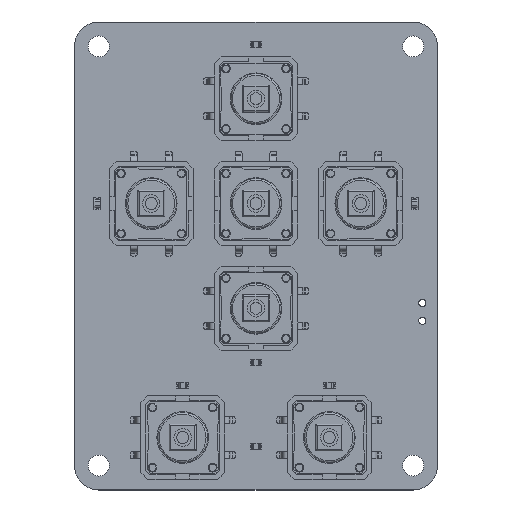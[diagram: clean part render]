
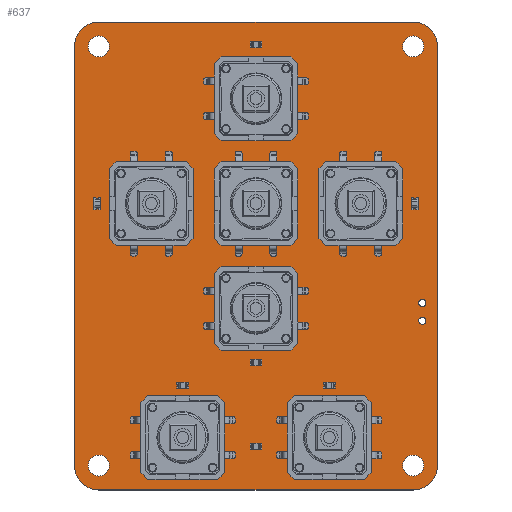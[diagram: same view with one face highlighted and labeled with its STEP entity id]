
A CAD part, top view. The second image highlights one B-rep face of the part: STEP entity #637.
In plain terms, the highlighted planar face has unit normal (0, 0, 1).
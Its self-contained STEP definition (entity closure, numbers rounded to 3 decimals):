
#156 = VERTEX_POINT('',#157);
#157 = CARTESIAN_POINT('',(0.,3.5,1.595));
#163 = EDGE_CURVE('',#156,#164,#166,.T.);
#164 = VERTEX_POINT('',#165);
#165 = CARTESIAN_POINT('',(0.,63.5,1.595));
#166 = LINE('',#167,#168);
#167 = CARTESIAN_POINT('',(0.,3.5,1.595));
#168 = VECTOR('',#169,1.);
#169 = DIRECTION('',(0.,1.,0.));
#194 = EDGE_CURVE('',#164,#195,#197,.T.);
#195 = VERTEX_POINT('',#196);
#196 = CARTESIAN_POINT('',(3.5,67.,1.595));
#197 = CIRCLE('',#198,3.5);
#198 = AXIS2_PLACEMENT_3D('',#199,#200,#201);
#199 = CARTESIAN_POINT('',(3.5,63.5,1.595));
#200 = DIRECTION('',(0.,0.,-1.));
#201 = DIRECTION('',(-1.,0.,-0.));
#227 = EDGE_CURVE('',#195,#228,#230,.T.);
#228 = VERTEX_POINT('',#229);
#229 = CARTESIAN_POINT('',(48.5,67.,1.595));
#230 = LINE('',#231,#232);
#231 = CARTESIAN_POINT('',(3.5,67.,1.595));
#232 = VECTOR('',#233,1.);
#233 = DIRECTION('',(1.,0.,0.));
#258 = EDGE_CURVE('',#228,#259,#261,.T.);
#259 = VERTEX_POINT('',#260);
#260 = CARTESIAN_POINT('',(52.,63.5,1.595));
#261 = CIRCLE('',#262,3.5);
#262 = AXIS2_PLACEMENT_3D('',#263,#264,#265);
#263 = CARTESIAN_POINT('',(48.5,63.5,1.595));
#264 = DIRECTION('',(0.,0.,-1.));
#265 = DIRECTION('',(0.,1.,0.));
#291 = EDGE_CURVE('',#259,#292,#294,.T.);
#292 = VERTEX_POINT('',#293);
#293 = CARTESIAN_POINT('',(52.,3.5,1.595));
#294 = LINE('',#295,#296);
#295 = CARTESIAN_POINT('',(52.,63.5,1.595));
#296 = VECTOR('',#297,1.);
#297 = DIRECTION('',(0.,-1.,0.));
#322 = EDGE_CURVE('',#292,#323,#325,.T.);
#323 = VERTEX_POINT('',#324);
#324 = CARTESIAN_POINT('',(48.5,0.,1.595));
#325 = CIRCLE('',#326,3.5);
#326 = AXIS2_PLACEMENT_3D('',#327,#328,#329);
#327 = CARTESIAN_POINT('',(48.5,3.5,1.595));
#328 = DIRECTION('',(0.,0.,-1.));
#329 = DIRECTION('',(1.,0.,0.));
#355 = EDGE_CURVE('',#323,#356,#358,.T.);
#356 = VERTEX_POINT('',#357);
#357 = CARTESIAN_POINT('',(3.5,0.,1.595));
#358 = LINE('',#359,#360);
#359 = CARTESIAN_POINT('',(48.5,0.,1.595));
#360 = VECTOR('',#361,1.);
#361 = DIRECTION('',(-1.,0.,0.));
#386 = EDGE_CURVE('',#356,#156,#387,.T.);
#387 = CIRCLE('',#388,3.5);
#388 = AXIS2_PLACEMENT_3D('',#389,#390,#391);
#389 = CARTESIAN_POINT('',(3.5,3.5,1.595));
#390 = DIRECTION('',(0.,0.,-1.));
#391 = DIRECTION('',(0.,-1.,0.));
#412 = VERTEX_POINT('',#413);
#413 = CARTESIAN_POINT('',(5.,3.5,1.595));
#419 = EDGE_CURVE('',#412,#412,#420,.T.);
#420 = CIRCLE('',#421,1.5);
#421 = AXIS2_PLACEMENT_3D('',#422,#423,#424);
#422 = CARTESIAN_POINT('',(3.5,3.5,1.595));
#423 = DIRECTION('',(0.,0.,1.));
#424 = DIRECTION('',(1.,0.,-0.));
#445 = VERTEX_POINT('',#446);
#446 = CARTESIAN_POINT('',(5.,63.5,1.595));
#452 = EDGE_CURVE('',#445,#445,#453,.T.);
#453 = CIRCLE('',#454,1.5);
#454 = AXIS2_PLACEMENT_3D('',#455,#456,#457);
#455 = CARTESIAN_POINT('',(3.5,63.5,1.595));
#456 = DIRECTION('',(0.,0.,1.));
#457 = DIRECTION('',(1.,0.,-0.));
#478 = VERTEX_POINT('',#479);
#479 = CARTESIAN_POINT('',(50.,63.5,1.595));
#485 = EDGE_CURVE('',#478,#478,#486,.T.);
#486 = CIRCLE('',#487,1.5);
#487 = AXIS2_PLACEMENT_3D('',#488,#489,#490);
#488 = CARTESIAN_POINT('',(48.5,63.5,1.595));
#489 = DIRECTION('',(0.,0.,1.));
#490 = DIRECTION('',(1.,0.,-0.));
#511 = VERTEX_POINT('',#512);
#512 = CARTESIAN_POINT('',(50.,3.5,1.595));
#518 = EDGE_CURVE('',#511,#511,#519,.T.);
#519 = CIRCLE('',#520,1.5);
#520 = AXIS2_PLACEMENT_3D('',#521,#522,#523);
#521 = CARTESIAN_POINT('',(48.5,3.5,1.595));
#522 = DIRECTION('',(0.,0.,1.));
#523 = DIRECTION('',(1.,0.,-0.));
#544 = VERTEX_POINT('',#545);
#545 = CARTESIAN_POINT('',(50.318,26.77,1.595));
#551 = EDGE_CURVE('',#544,#544,#552,.T.);
#552 = CIRCLE('',#553,0.508);
#553 = AXIS2_PLACEMENT_3D('',#554,#555,#556);
#554 = CARTESIAN_POINT('',(49.81,26.77,1.595));
#555 = DIRECTION('',(0.,0.,1.));
#556 = DIRECTION('',(1.,0.,-0.));
#577 = VERTEX_POINT('',#578);
#578 = CARTESIAN_POINT('',(50.318,24.23,1.595));
#584 = EDGE_CURVE('',#577,#577,#585,.T.);
#585 = CIRCLE('',#586,0.508);
#586 = AXIS2_PLACEMENT_3D('',#587,#588,#589);
#587 = CARTESIAN_POINT('',(49.81,24.23,1.595));
#588 = DIRECTION('',(0.,0.,1.));
#589 = DIRECTION('',(1.,0.,-0.));
#637 = ADVANCED_FACE('',(#638,#648,#651,#654,#657,#660,#663),#666,.F.);
#638 = FACE_BOUND('',#639,.F.);
#639 = EDGE_LOOP('',(#640,#641,#642,#643,#644,#645,#646,#647));
#640 = ORIENTED_EDGE('',*,*,#163,.T.);
#641 = ORIENTED_EDGE('',*,*,#194,.T.);
#642 = ORIENTED_EDGE('',*,*,#227,.T.);
#643 = ORIENTED_EDGE('',*,*,#258,.T.);
#644 = ORIENTED_EDGE('',*,*,#291,.T.);
#645 = ORIENTED_EDGE('',*,*,#322,.T.);
#646 = ORIENTED_EDGE('',*,*,#355,.T.);
#647 = ORIENTED_EDGE('',*,*,#386,.T.);
#648 = FACE_BOUND('',#649,.F.);
#649 = EDGE_LOOP('',(#650));
#650 = ORIENTED_EDGE('',*,*,#419,.T.);
#651 = FACE_BOUND('',#652,.F.);
#652 = EDGE_LOOP('',(#653));
#653 = ORIENTED_EDGE('',*,*,#452,.T.);
#654 = FACE_BOUND('',#655,.F.);
#655 = EDGE_LOOP('',(#656));
#656 = ORIENTED_EDGE('',*,*,#485,.T.);
#657 = FACE_BOUND('',#658,.F.);
#658 = EDGE_LOOP('',(#659));
#659 = ORIENTED_EDGE('',*,*,#518,.T.);
#660 = FACE_BOUND('',#661,.F.);
#661 = EDGE_LOOP('',(#662));
#662 = ORIENTED_EDGE('',*,*,#551,.T.);
#663 = FACE_BOUND('',#664,.F.);
#664 = EDGE_LOOP('',(#665));
#665 = ORIENTED_EDGE('',*,*,#584,.T.);
#666 = PLANE('',#667);
#667 = AXIS2_PLACEMENT_3D('',#668,#669,#670);
#668 = CARTESIAN_POINT('',(26.,33.5,1.595));
#669 = DIRECTION('',(-0.,-0.,-1.));
#670 = DIRECTION('',(-1.,0.,0.));
